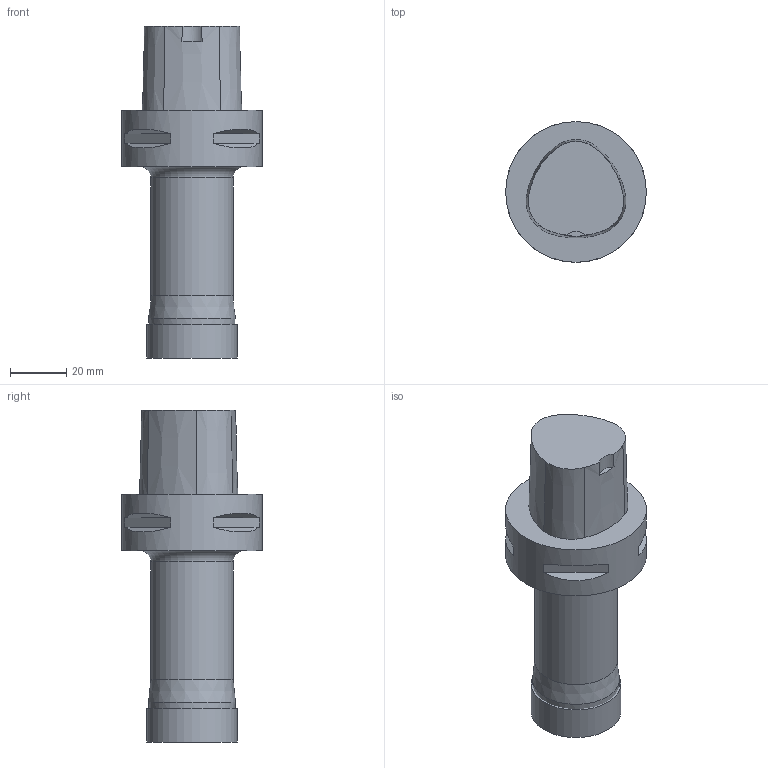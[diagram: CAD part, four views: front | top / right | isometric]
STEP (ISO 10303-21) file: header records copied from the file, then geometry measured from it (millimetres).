
FILE_DESCRIPTION(/* description */ ('3-D model version:1'),/* implementation_level */ '2;1');
FILE_NAME(/* name */ 'R790-032C5S2-16M',/* time_stamp */ '2015-10-15T08:10:06+02:00',/* author */ ('InteractiveCad'),/* organization */ ('AB Sandvik Coromant'),/* preprocessor_version */ 'ST-DEVELOPER v15',/* originating_system */ 'SIEMENS PLM Software NX 8.5',/* authorisation */ '');
FILE_SCHEMA (('AP203_CONFIGURATION_CONTROLLED_3D_DESIGN_OF_MECHANICAL_PARTS_AND_ASSEMBLIES_MIM_LF { 1 0 10303 403 2 1 2}'));
Length unit declared in the file: millimetre
Products named in the file (1): R790_032C5S2_16M_SIM
Bounding box: 50 x 50 x 118 mm (x, y, z)
Volume: 119299.4 mm3; surface area: 19968.5 mm2
Topology: 2 solids, 3 shells, 42 faces, 82 edges, 53 vertices
Faces by surface type: plane 22, cone 10, cylinder 6, torus 4
Full cylindrical faces by diameter (mm): 4 x1, 10 x1, 29.286 x1, 32 x1, 50 x1
Entity records: 1377 total; most frequent: DIRECTION 194, CARTESIAN_POINT 167, ORIENTED_EDGE 134, AXIS2_PLACEMENT_3D 86, EDGE_CURVE 67, EDGE_LOOP 64, VERTEX_POINT 51, ADVANCED_FACE 42
